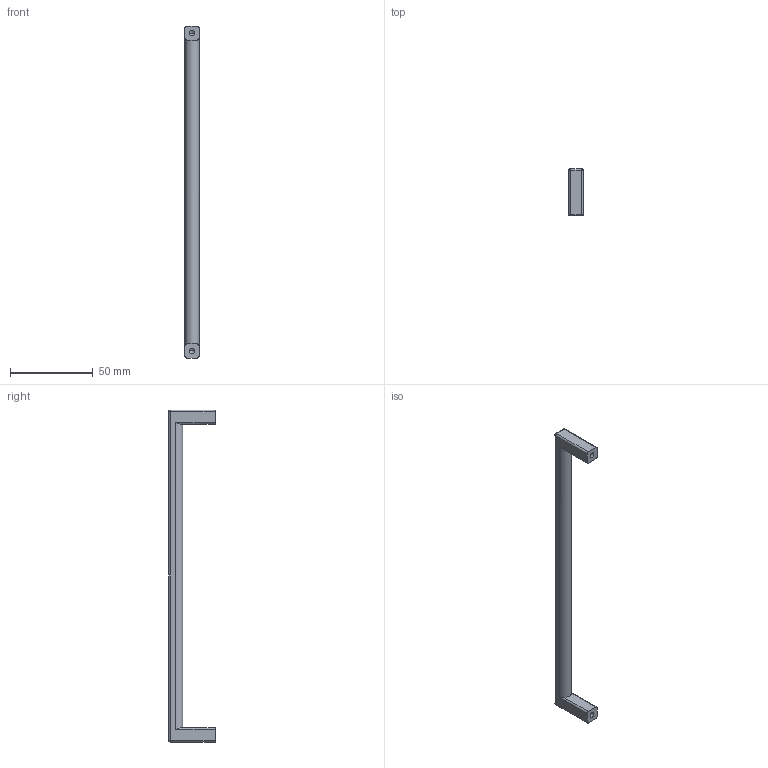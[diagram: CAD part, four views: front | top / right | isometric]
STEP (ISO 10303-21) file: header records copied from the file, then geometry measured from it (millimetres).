
FILE_DESCRIPTION(('Creo Elements/Direct Modeling STEP Export'),'2;1');
FILE_NAME('2108-200.stp','2017-09-06T13:00:49',(''),(''),'Creo Elements/Direct Modeling STEP processor for AP214 (Solid Model)','Creo Elements/Direct Modeling 20.0 12-Nov-2016 (C) Parametric Technology GmbH','');
FILE_SCHEMA(('AUTOMOTIVE_DESIGN { 1 0 10303 214 1 1 1 1 }'));
Length unit declared in the file: millimetre
Products named in the file (1): 2108-200
Bounding box: 8.5 x 28 x 200.5 mm (x, y, z)
Volume: 15539.7 mm3; surface area: 7616.4 mm2
Topology: 1 solids, 1 shells, 40 faces, 96 edges, 54 vertices
Faces by surface type: cylinder 21, plane 11, sphere 4, cone 4
Entity records: 1336 total; most frequent: CARTESIAN_POINT 403, DIRECTION 188, ORIENTED_EDGE 176, EDGE_CURVE 88, AXIS2_PLACEMENT_3D 71, VERTEX_POINT 54, VECTOR 46, LINE 46
